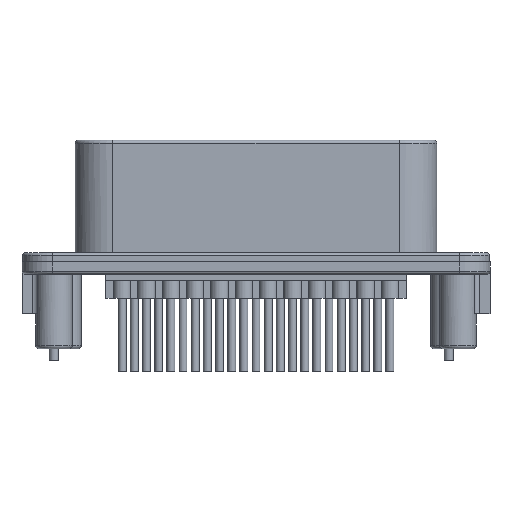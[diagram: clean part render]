
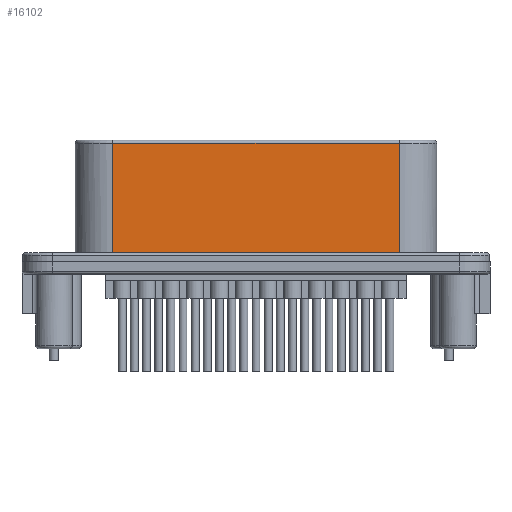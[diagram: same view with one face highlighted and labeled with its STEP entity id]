
A CAD part, front view. The second image highlights one B-rep face of the part: STEP entity #16102.
In plain terms, the highlighted planar face has unit normal (0, -1, 0).
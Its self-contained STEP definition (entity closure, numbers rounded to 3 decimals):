
#309 = CARTESIAN_POINT ( 'NONE',  ( -23.5, -11.8, -0.5 ) ) ;
#384 = EDGE_CURVE ( 'NONE', #24131, #22343, #16681, .T. ) ;
#934 = VERTEX_POINT ( 'NONE', #9473 ) ;
#1279 = VECTOR ( 'NONE', #21142, 1000. ) ;
#1450 = VECTOR ( 'NONE', #10292, 1000. ) ;
#4637 = EDGE_LOOP ( 'NONE', ( #5930, #13573, #25271, #13992 ) ) ;
#4873 = LINE ( 'NONE', #6280, #1450 ) ;
#5930 = ORIENTED_EDGE ( 'NONE', *, *, #24881, .T. ) ;
#6280 = CARTESIAN_POINT ( 'NONE',  ( 23.5, -11.8, -0.5 ) ) ;
#6357 = LINE ( 'NONE', #309, #15606 ) ;
#7225 = CARTESIAN_POINT ( 'NONE',  ( -23.5, -11.8, -0.5 ) ) ;
#8556 = EDGE_CURVE ( 'NONE', #22343, #18442, #4873, .T. ) ;
#9189 = VECTOR ( 'NONE', #16260, 1000. ) ;
#9276 = DIRECTION ( 'NONE',  ( 0., 0., -1. ) ) ;
#9473 = CARTESIAN_POINT ( 'NONE',  ( -23.5, -11.8, -19.5 ) ) ;
#10137 = EDGE_CURVE ( 'NONE', #18442, #934, #22377, .T. ) ;
#10292 = DIRECTION ( 'NONE',  ( 0., 0., -1. ) ) ;
#11598 = CARTESIAN_POINT ( 'NONE',  ( -23.5, -11.8, 0. ) ) ;
#12309 = DIRECTION ( 'NONE',  ( 0., 0., -1. ) ) ;
#13573 = ORIENTED_EDGE ( 'NONE', *, *, #10137, .F. ) ;
#13992 = ORIENTED_EDGE ( 'NONE', *, *, #384, .F. ) ;
#15606 = VECTOR ( 'NONE', #12309, 1000. ) ;
#16102 = ADVANCED_FACE ( 'NONE', ( #22408 ), #23356, .T. ) ;
#16111 = CARTESIAN_POINT ( 'NONE',  ( 23.5, -11.8, -19.5 ) ) ;
#16260 = DIRECTION ( 'NONE',  ( -1., 0., 0. ) ) ;
#16681 = LINE ( 'NONE', #7225, #1279 ) ;
#18340 = CARTESIAN_POINT ( 'NONE',  ( 23.5, -11.8, -19.5 ) ) ;
#18442 = VERTEX_POINT ( 'NONE', #18340 ) ;
#19314 = CARTESIAN_POINT ( 'NONE',  ( -23.5, -11.8, -0.5 ) ) ;
#19501 = DIRECTION ( 'NONE',  ( 0., -1., 0. ) ) ;
#20101 = CARTESIAN_POINT ( 'NONE',  ( 23.5, -11.8, -0.5 ) ) ;
#21142 = DIRECTION ( 'NONE',  ( 1., 0., 0. ) ) ;
#22343 = VERTEX_POINT ( 'NONE', #20101 ) ;
#22377 = LINE ( 'NONE', #16111, #9189 ) ;
#22408 = FACE_OUTER_BOUND ( 'NONE', #4637, .T. ) ;
#23356 = PLANE ( 'NONE',  #25205 ) ;
#24131 = VERTEX_POINT ( 'NONE', #19314 ) ;
#24881 = EDGE_CURVE ( 'NONE', #24131, #934, #6357, .T. ) ;
#25205 = AXIS2_PLACEMENT_3D ( 'NONE', #11598, #19501, #9276 ) ;
#25271 = ORIENTED_EDGE ( 'NONE', *, *, #8556, .F. ) ;
